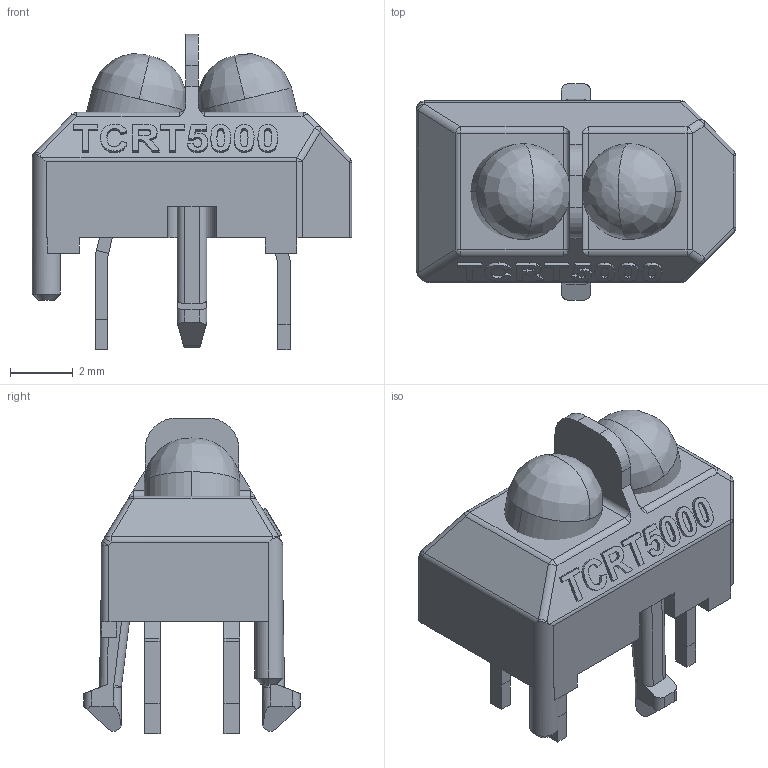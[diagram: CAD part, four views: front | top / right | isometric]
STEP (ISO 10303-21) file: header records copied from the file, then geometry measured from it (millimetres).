
FILE_DESCRIPTION((''),'2;1');
FILE_NAME('TCRT5000-3D.stp','2010-05-11T11:34:40',(''),(''),'Mechanical Desktop 2009','Mechanical Desktop 2009',', , ');
FILE_SCHEMA(('AUTOMOTIVE_DESIGN { 1 2 10303 214 1 1 1 1 }'));
Length unit declared in the file: millimetre
Products named in the file (4): TCRT5000-3D; TEIL1; ~HEAD; ~~HEAD
Assembly tree (3 placements, depth 2):
  TCRT5000-3D
    TEIL1
    ~HEAD
    ~~HEAD
Bounding box: 10.2 x 6.91 x 10.08 mm (x, y, z)
Volume: 286.8 mm3; surface area: 427.2 mm2
Topology: 5 solids, 5 shells, 400 faces, 1059 edges, 675 vertices
Faces by surface type: plane 180, bspline 114, cylinder 67, cone 22, sphere 13, torus 4
Entity records: 13152 total; most frequent: CARTESIAN_POINT 3942, ORIENTED_EDGE 2102, DIRECTION 1560, EDGE_CURVE 1051, VERTEX_POINT 675, VECTOR 610, LINE 610, AXIS2_PLACEMENT_3D 475
